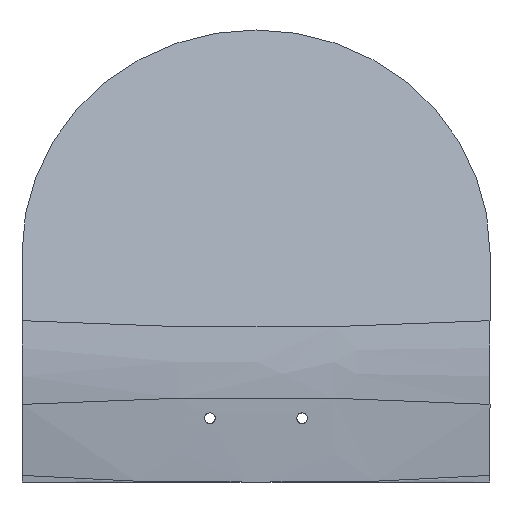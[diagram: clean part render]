
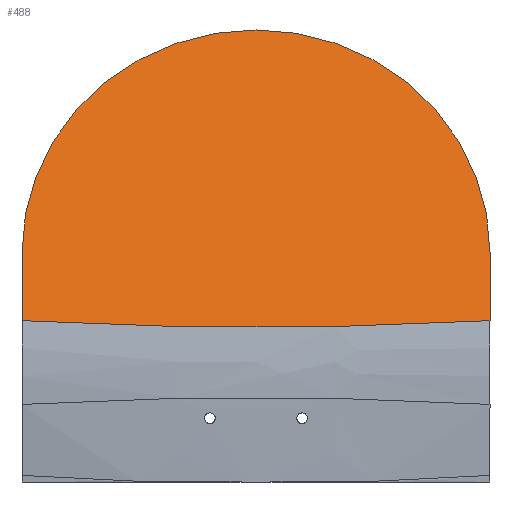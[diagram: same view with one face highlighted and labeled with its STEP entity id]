
A CAD part, front view. The second image highlights one B-rep face of the part: STEP entity #488.
In plain terms, the highlighted planar face has unit normal (0, -0.951, 0.309).
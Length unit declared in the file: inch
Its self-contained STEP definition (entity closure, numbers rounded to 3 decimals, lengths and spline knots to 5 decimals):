
#67=FACE_OUTER_BOUND('',#103,.T.);
#103=EDGE_LOOP('',(#397,#398,#399,#400));
#133=CIRCLE('',#551,4.125);
#138=LINE('',#1059,#160);
#151=LINE('',#1138,#173);
#160=VECTOR('',#579,0.3937);
#173=VECTOR('',#640,0.3937);
#193=B_SPLINE_CURVE_WITH_KNOTS('',3,(#1162,#1163,#1164,#1165,#1166,#1167),
 .UNSPECIFIED.,.F.,.F.,(4,1,1,4),(-20.74863,-14.75789,-8.76715,
0.21895),.UNSPECIFIED.);
#225=VERTEX_POINT('',#1044);
#226=VERTEX_POINT('',#1058);
#238=VERTEX_POINT('',#1114);
#242=VERTEX_POINT('',#1137);
#274=EDGE_CURVE('',#226,#225,#138,.T.);
#293=EDGE_CURVE('',#238,#226,#133,.T.);
#299=EDGE_CURVE('',#238,#242,#151,.T.);
#303=EDGE_CURVE('',#242,#225,#193,.T.);
#397=ORIENTED_EDGE('',*,*,#293,.T.);
#398=ORIENTED_EDGE('',*,*,#274,.T.);
#399=ORIENTED_EDGE('',*,*,#303,.F.);
#400=ORIENTED_EDGE('',*,*,#299,.F.);
#468=PLANE('',#554);
#488=ADVANCED_FACE('',(#67),#468,.T.);
#551=AXIS2_PLACEMENT_3D('',#1115,#631,#632);
#554=AXIS2_PLACEMENT_3D('',#1161,#642,#643);
#579=DIRECTION('',(0.,-0.309,-0.951));
#631=DIRECTION('center_axis',(0.,-0.951,0.309));
#632=DIRECTION('ref_axis',(-1.,0.,0.));
#640=DIRECTION('',(0.,-0.309,-0.951));
#642=DIRECTION('center_axis',(0.,-0.951,0.309));
#643=DIRECTION('ref_axis',(0.,-0.309,-0.951));
#1044=CARTESIAN_POINT('',(0.,-0.00224,10.84513));
#1058=CARTESIAN_POINT('',(0.,0.3883,12.04708));
#1059=CARTESIAN_POINT('',(0.,1.663,15.97019));
#1114=CARTESIAN_POINT('',(8.25,0.3883,12.04708));
#1115=CARTESIAN_POINT('Origin',(4.125,0.3883,12.04708));
#1137=CARTESIAN_POINT('',(8.25,-0.00224,10.84513));
#1138=CARTESIAN_POINT('',(8.25,1.663,15.97019));
#1161=CARTESIAN_POINT('Origin',(0.,1.663,15.97019));
#1162=CARTESIAN_POINT('Ctrl Pts',(8.25,-0.00224,10.84513));
#1163=CARTESIAN_POINT('Ctrl Pts',(7.46524,-0.01687,
10.80009));
#1164=CARTESIAN_POINT('Ctrl Pts',(5.89406,-0.03762,
10.73623));
#1165=CARTESIAN_POINT('Ctrl Pts',(3.14213,-0.04482,
10.71406));
#1166=CARTESIAN_POINT('Ctrl Pts',(1.17714,-0.02419,
10.77757));
#1167=CARTESIAN_POINT('Ctrl Pts',(0.,-0.00224,
10.84513));
